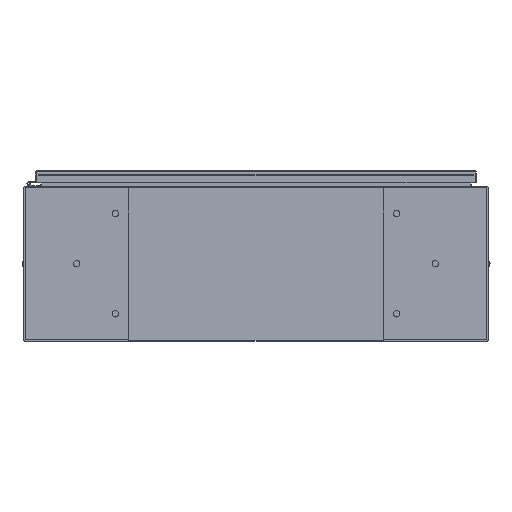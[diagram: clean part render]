
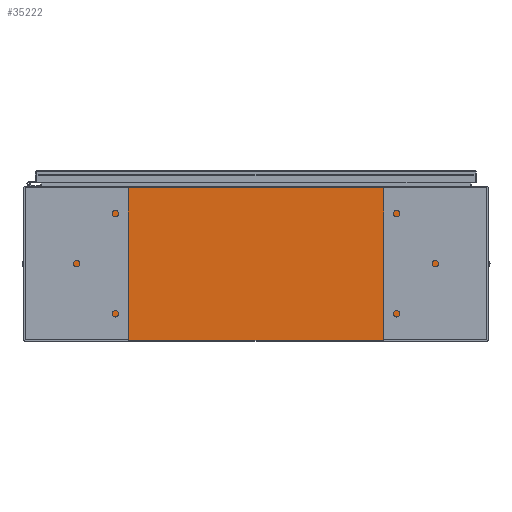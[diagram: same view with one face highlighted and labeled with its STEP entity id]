
A CAD part, front view. The second image highlights one B-rep face of the part: STEP entity #35222.
In plain terms, the highlighted face is planar.
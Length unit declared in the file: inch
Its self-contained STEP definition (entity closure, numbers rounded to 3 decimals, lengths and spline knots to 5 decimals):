
#711 = DIRECTION ( 'NONE',  ( 0., 1., 0. ) ) ;
#1095 = CARTESIAN_POINT ( 'NONE',  ( 17.9253, 0., 5.9253 ) ) ;
#1181 = CARTESIAN_POINT ( 'NONE',  ( -16.6372, 0., 5.9123 ) ) ;
#1215 = LINE ( 'NONE', #13461, #42917 ) ;
#2699 = DIRECTION ( 'NONE',  ( 0., 0., -1. ) ) ;
#3223 = EDGE_CURVE ( 'NONE', #5214, #4890, #32699, .T. ) ;
#3344 = CARTESIAN_POINT ( 'NONE',  ( 0., 0., 0. ) ) ;
#3715 = VECTOR ( 'NONE', #35694, 39.37008 ) ;
#3996 = CARTESIAN_POINT ( 'NONE',  ( 17.9253, 0., -5.9253 ) ) ;
#4890 = VERTEX_POINT ( 'NONE', #61845 ) ;
#5024 = VERTEX_POINT ( 'NONE', #47006 ) ;
#5162 = CARTESIAN_POINT ( 'NONE',  ( 16.67455, 0., 5.87495 ) ) ;
#5214 = VERTEX_POINT ( 'NONE', #1181 ) ;
#5301 = EDGE_CURVE ( 'NONE', #10302, #57597, #63259, .T. ) ;
#5643 = ORIENTED_EDGE ( 'NONE', *, *, #45031, .T. ) ;
#6949 = VECTOR ( 'NONE', #41814, 39.37008 ) ;
#8699 = EDGE_LOOP ( 'NONE', ( #53576, #17009, #45794, #63009, #63689, #66892, #28259, #17291, #52327, #5643, #69284, #54785 ) ) ;
#8780 = DIRECTION ( 'NONE',  ( 0., 0., -1. ) ) ;
#8881 = EDGE_CURVE ( 'NONE', #9071, #61659, #13455, .T. ) ;
#9071 = VERTEX_POINT ( 'NONE', #5162 ) ;
#10088 = LINE ( 'NONE', #66949, #39011 ) ;
#10270 = EDGE_CURVE ( 'NONE', #30617, #53534, #38030, .T. ) ;
#10302 = VERTEX_POINT ( 'NONE', #33599 ) ;
#13455 = CIRCLE ( 'NONE', #51095, 0.01867 ) ;
#13461 = CARTESIAN_POINT ( 'NONE',  ( -17.9253, 0., -5.9253 ) ) ;
#14019 = PLANE ( 'NONE',  #44864 ) ;
#14649 = CARTESIAN_POINT ( 'NONE',  ( 16.6372, 0., 0. ) ) ;
#17009 = ORIENTED_EDGE ( 'NONE', *, *, #52946, .F. ) ;
#17291 = ORIENTED_EDGE ( 'NONE', *, *, #10270, .T. ) ;
#21351 = CARTESIAN_POINT ( 'NONE',  ( 16.67455, 0., 5.9253 ) ) ;
#22679 = DIRECTION ( 'NONE',  ( 1., 0., 0. ) ) ;
#23887 = CIRCLE ( 'NONE', #64322, 0.01867 ) ;
#24110 = VERTEX_POINT ( 'NONE', #3996 ) ;
#24316 = CARTESIAN_POINT ( 'NONE',  ( 16.65588, 0., 5.87495 ) ) ;
#26537 = LINE ( 'NONE', #44763, #50220 ) ;
#27670 = DIRECTION ( 'NONE',  ( 0., 1., 0. ) ) ;
#28259 = ORIENTED_EDGE ( 'NONE', *, *, #29549, .F. ) ;
#29285 = DIRECTION ( 'NONE',  ( 0., 0., -1. ) ) ;
#29549 = EDGE_CURVE ( 'NONE', #30617, #9071, #52623, .T. ) ;
#30617 = VERTEX_POINT ( 'NONE', #21351 ) ;
#31592 = CARTESIAN_POINT ( 'NONE',  ( -16.6372, 0., 0. ) ) ;
#32699 = LINE ( 'NONE', #61773, #3715 ) ;
#32804 = VERTEX_POINT ( 'NONE', #57622 ) ;
#32888 = DIRECTION ( 'NONE',  ( 0., 0., -1. ) ) ;
#33405 = CARTESIAN_POINT ( 'NONE',  ( -16.65587, 0., 5.87495 ) ) ;
#33599 = CARTESIAN_POINT ( 'NONE',  ( -16.67455, 0., 5.87495 ) ) ;
#34145 = VECTOR ( 'NONE', #42410, 39.37008 ) ;
#34193 = DIRECTION ( 'NONE',  ( 0., 0., 1. ) ) ;
#34290 = CARTESIAN_POINT ( 'NONE',  ( 16.6372, 0., 5.87495 ) ) ;
#35222 = ADVANCED_FACE ( 'NONE', ( #64645 ), #14019, .F. ) ;
#35694 = DIRECTION ( 'NONE',  ( 1., 0., 0. ) ) ;
#36334 = DIRECTION ( 'NONE',  ( 0., 0., 1. ) ) ;
#36858 = CARTESIAN_POINT ( 'NONE',  ( -17.9253, 0., 5.9253 ) ) ;
#36924 = VECTOR ( 'NONE', #36334, 39.37008 ) ;
#38030 = LINE ( 'NONE', #36858, #65499 ) ;
#38770 = DIRECTION ( 'NONE',  ( 0., 0., -1. ) ) ;
#39011 = VECTOR ( 'NONE', #55798, 39.37008 ) ;
#41359 = DIRECTION ( 'NONE',  ( 0., -1., 0. ) ) ;
#41690 = EDGE_CURVE ( 'NONE', #5024, #57597, #10088, .T. ) ;
#41814 = DIRECTION ( 'NONE',  ( 0., 0., 1. ) ) ;
#42410 = DIRECTION ( 'NONE',  ( 0., 0., -1. ) ) ;
#42917 = VECTOR ( 'NONE', #68189, 39.37008 ) ;
#44763 = CARTESIAN_POINT ( 'NONE',  ( -17.9253, 0., 5.9253 ) ) ;
#44864 = AXIS2_PLACEMENT_3D ( 'NONE', #3344, #41359, #8780 ) ;
#45031 = EDGE_CURVE ( 'NONE', #24110, #32804, #1215, .T. ) ;
#45563 = EDGE_CURVE ( 'NONE', #53534, #24110, #70434, .T. ) ;
#45794 = ORIENTED_EDGE ( 'NONE', *, *, #52264, .F. ) ;
#46146 = CARTESIAN_POINT ( 'NONE',  ( 17.9253, 0., 5.9253 ) ) ;
#47006 = CARTESIAN_POINT ( 'NONE',  ( -17.9253, 0., 5.9253 ) ) ;
#47535 = EDGE_CURVE ( 'NONE', #32804, #5024, #26537, .T. ) ;
#48486 = LINE ( 'NONE', #31592, #34145 ) ;
#50046 = EDGE_CURVE ( 'NONE', #61659, #4890, #60829, .T. ) ;
#50220 = VECTOR ( 'NONE', #34193, 39.37008 ) ;
#51095 = AXIS2_PLACEMENT_3D ( 'NONE', #24316, #27670, #29285 ) ;
#52264 = EDGE_CURVE ( 'NONE', #5214, #63216, #48486, .T. ) ;
#52327 = ORIENTED_EDGE ( 'NONE', *, *, #45563, .T. ) ;
#52623 = LINE ( 'NONE', #65627, #67372 ) ;
#52946 = EDGE_CURVE ( 'NONE', #63216, #10302, #23887, .T. ) ;
#53534 = VERTEX_POINT ( 'NONE', #1095 ) ;
#53576 = ORIENTED_EDGE ( 'NONE', *, *, #5301, .F. ) ;
#53893 = VECTOR ( 'NONE', #2699, 39.37008 ) ;
#54785 = ORIENTED_EDGE ( 'NONE', *, *, #41690, .T. ) ;
#55798 = DIRECTION ( 'NONE',  ( 1., 0., 0. ) ) ;
#56377 = CARTESIAN_POINT ( 'NONE',  ( -16.67455, 0., 5.9253 ) ) ;
#57597 = VERTEX_POINT ( 'NONE', #56377 ) ;
#57622 = CARTESIAN_POINT ( 'NONE',  ( -17.9253, 0., -5.9253 ) ) ;
#60829 = LINE ( 'NONE', #14649, #36924 ) ;
#61659 = VERTEX_POINT ( 'NONE', #34290 ) ;
#61773 = CARTESIAN_POINT ( 'NONE',  ( -16.6372, 0., 5.9123 ) ) ;
#61845 = CARTESIAN_POINT ( 'NONE',  ( 16.6372, 0., 5.9123 ) ) ;
#62122 = CARTESIAN_POINT ( 'NONE',  ( -16.6372, 0., 5.87495 ) ) ;
#63009 = ORIENTED_EDGE ( 'NONE', *, *, #3223, .T. ) ;
#63216 = VERTEX_POINT ( 'NONE', #62122 ) ;
#63259 = LINE ( 'NONE', #69332, #6949 ) ;
#63689 = ORIENTED_EDGE ( 'NONE', *, *, #50046, .F. ) ;
#64322 = AXIS2_PLACEMENT_3D ( 'NONE', #33405, #711, #38770 ) ;
#64645 = FACE_OUTER_BOUND ( 'NONE', #8699, .T. ) ;
#65499 = VECTOR ( 'NONE', #22679, 39.37008 ) ;
#65627 = CARTESIAN_POINT ( 'NONE',  ( 16.67455, 0., 0. ) ) ;
#66892 = ORIENTED_EDGE ( 'NONE', *, *, #8881, .F. ) ;
#66949 = CARTESIAN_POINT ( 'NONE',  ( -17.9253, 0., 5.9253 ) ) ;
#67372 = VECTOR ( 'NONE', #32888, 39.37008 ) ;
#68189 = DIRECTION ( 'NONE',  ( -1., 0., 0. ) ) ;
#69284 = ORIENTED_EDGE ( 'NONE', *, *, #47535, .T. ) ;
#69332 = CARTESIAN_POINT ( 'NONE',  ( -16.67455, 0., 0. ) ) ;
#70434 = LINE ( 'NONE', #46146, #53893 ) ;
